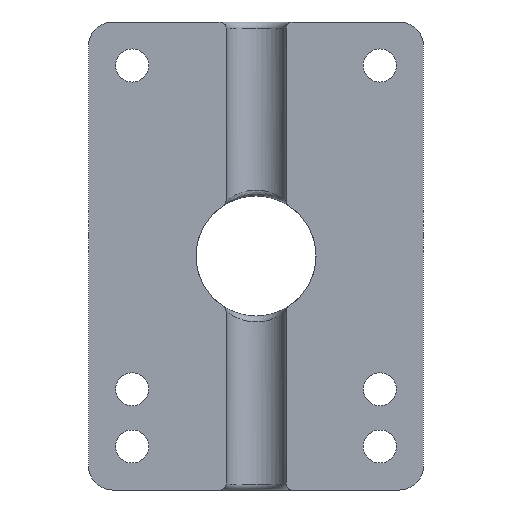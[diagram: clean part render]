
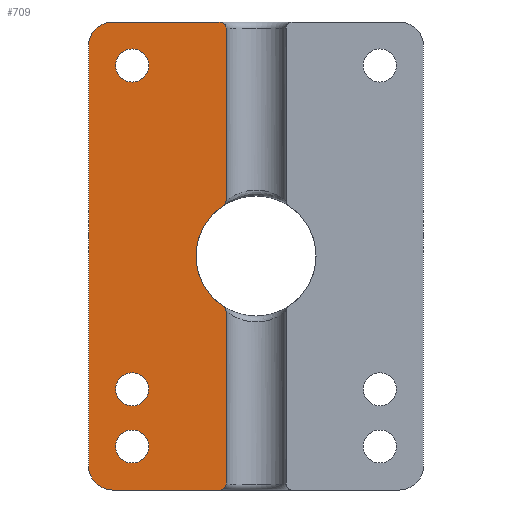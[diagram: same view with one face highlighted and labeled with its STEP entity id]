
A CAD part, front view. The second image highlights one B-rep face of the part: STEP entity #709.
In plain terms, the highlighted planar face has unit normal (0, -1, 0).
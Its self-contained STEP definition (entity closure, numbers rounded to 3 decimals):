
#21=FACE_BOUND('',#104,.T.);
#22=FACE_BOUND('',#105,.T.);
#23=FACE_BOUND('',#106,.T.);
#35=PLANE('',#767);
#64=FACE_OUTER_BOUND('',#103,.T.);
#103=EDGE_LOOP('',(#492,#493,#494,#495,#496,#497,#498,#499,#500,#501,#502,
#503));
#104=EDGE_LOOP('',(#504));
#105=EDGE_LOOP('',(#505));
#106=EDGE_LOOP('',(#506));
#156=LINE('',#1182,#206);
#158=LINE('',#1190,#208);
#159=LINE('',#1194,#209);
#160=LINE('',#1198,#210);
#161=LINE('',#1202,#211);
#206=VECTOR('',#870,10.);
#208=VECTOR('',#878,10.);
#209=VECTOR('',#881,10.);
#210=VECTOR('',#884,10.);
#211=VECTOR('',#887,10.);
#253=CIRCLE('',#763,1.);
#255=CIRCLE('',#768,10.);
#256=CIRCLE('',#769,1.);
#257=CIRCLE('',#770,1.);
#258=CIRCLE('',#771,4.);
#259=CIRCLE('',#772,4.);
#260=CIRCLE('',#773,1.);
#261=CIRCLE('',#774,2.75);
#262=CIRCLE('',#775,2.75);
#263=CIRCLE('',#776,2.75);
#304=VERTEX_POINT('',#1169);
#305=VERTEX_POINT('',#1170);
#308=VERTEX_POINT('',#1181);
#309=VERTEX_POINT('',#1185);
#310=VERTEX_POINT('',#1187);
#311=VERTEX_POINT('',#1189);
#312=VERTEX_POINT('',#1191);
#313=VERTEX_POINT('',#1193);
#314=VERTEX_POINT('',#1195);
#315=VERTEX_POINT('',#1197);
#316=VERTEX_POINT('',#1199);
#317=VERTEX_POINT('',#1201);
#318=VERTEX_POINT('',#1204);
#319=VERTEX_POINT('',#1206);
#320=VERTEX_POINT('',#1208);
#373=EDGE_CURVE('',#304,#305,#253,.T.);
#379=EDGE_CURVE('',#308,#305,#156,.T.);
#381=EDGE_CURVE('',#304,#309,#255,.T.);
#382=EDGE_CURVE('',#310,#309,#256,.T.);
#383=EDGE_CURVE('',#310,#311,#158,.T.);
#384=EDGE_CURVE('',#312,#311,#257,.T.);
#385=EDGE_CURVE('',#313,#312,#159,.T.);
#386=EDGE_CURVE('',#314,#313,#258,.T.);
#387=EDGE_CURVE('',#315,#314,#160,.T.);
#388=EDGE_CURVE('',#316,#315,#259,.T.);
#389=EDGE_CURVE('',#317,#316,#161,.T.);
#390=EDGE_CURVE('',#308,#317,#260,.T.);
#391=EDGE_CURVE('',#318,#318,#261,.T.);
#392=EDGE_CURVE('',#319,#319,#262,.T.);
#393=EDGE_CURVE('',#320,#320,#263,.T.);
#492=ORIENTED_EDGE('',*,*,#373,.F.);
#493=ORIENTED_EDGE('',*,*,#381,.T.);
#494=ORIENTED_EDGE('',*,*,#382,.F.);
#495=ORIENTED_EDGE('',*,*,#383,.T.);
#496=ORIENTED_EDGE('',*,*,#384,.F.);
#497=ORIENTED_EDGE('',*,*,#385,.F.);
#498=ORIENTED_EDGE('',*,*,#386,.F.);
#499=ORIENTED_EDGE('',*,*,#387,.F.);
#500=ORIENTED_EDGE('',*,*,#388,.F.);
#501=ORIENTED_EDGE('',*,*,#389,.F.);
#502=ORIENTED_EDGE('',*,*,#390,.F.);
#503=ORIENTED_EDGE('',*,*,#379,.T.);
#504=ORIENTED_EDGE('',*,*,#391,.F.);
#505=ORIENTED_EDGE('',*,*,#392,.F.);
#506=ORIENTED_EDGE('',*,*,#393,.F.);
#709=ADVANCED_FACE('',(#64,#21,#22,#23),#35,.F.);
#763=AXIS2_PLACEMENT_3D('',#1171,#858,#859);
#767=AXIS2_PLACEMENT_3D('',#1184,#872,#873);
#768=AXIS2_PLACEMENT_3D('',#1186,#874,#875);
#769=AXIS2_PLACEMENT_3D('',#1188,#876,#877);
#770=AXIS2_PLACEMENT_3D('',#1192,#879,#880);
#771=AXIS2_PLACEMENT_3D('',#1196,#882,#883);
#772=AXIS2_PLACEMENT_3D('',#1200,#885,#886);
#773=AXIS2_PLACEMENT_3D('',#1203,#888,#889);
#774=AXIS2_PLACEMENT_3D('',#1205,#890,#891);
#775=AXIS2_PLACEMENT_3D('',#1207,#892,#893);
#776=AXIS2_PLACEMENT_3D('',#1209,#894,#895);
#858=DIRECTION('center_axis',(0.,1.,0.));
#859=DIRECTION('ref_axis',(0.879,0.,0.477));
#870=DIRECTION('',(0.,0.,1.));
#872=DIRECTION('center_axis',(0.,1.,0.));
#873=DIRECTION('ref_axis',(1.,0.,0.));
#874=DIRECTION('center_axis',(0.,1.,0.));
#875=DIRECTION('ref_axis',(-1.,0.,0.));
#876=DIRECTION('center_axis',(0.,1.,0.));
#877=DIRECTION('ref_axis',(0.879,0.,-0.477));
#878=DIRECTION('',(0.,0.,1.));
#879=DIRECTION('center_axis',(0.,1.,0.));
#880=DIRECTION('ref_axis',(0.707,0.,0.707));
#881=DIRECTION('',(1.,0.,0.));
#882=DIRECTION('center_axis',(0.,1.,0.));
#883=DIRECTION('ref_axis',(-0.707,0.,0.707));
#884=DIRECTION('',(0.,0.,1.));
#885=DIRECTION('center_axis',(0.,1.,0.));
#886=DIRECTION('ref_axis',(-0.707,0.,-0.707));
#887=DIRECTION('',(-1.,0.,0.));
#888=DIRECTION('center_axis',(0.,1.,0.));
#889=DIRECTION('ref_axis',(0.707,0.,-0.707));
#890=DIRECTION('center_axis',(0.,-1.,0.));
#891=DIRECTION('ref_axis',(1.,0.,0.));
#892=DIRECTION('center_axis',(0.,-1.,0.));
#893=DIRECTION('ref_axis',(1.,0.,0.));
#894=DIRECTION('center_axis',(0.,-1.,0.));
#895=DIRECTION('ref_axis',(1.,0.,0.));
#1169=CARTESIAN_POINT('',(22.445,0.,-47.381));
#1170=CARTESIAN_POINT('',(22.9,0.,-48.22));
#1171=CARTESIAN_POINT('Origin',(21.9,0.,-48.22));
#1181=CARTESIAN_POINT('',(22.9,0.,-77.));
#1182=CARTESIAN_POINT('',(22.9,0.,-19.5));
#1184=CARTESIAN_POINT('Origin',(27.9,0.,-39.));
#1185=CARTESIAN_POINT('',(22.445,0.,-30.619));
#1186=CARTESIAN_POINT('Origin',(27.9,0.,-39.));
#1187=CARTESIAN_POINT('',(22.9,0.,-29.78));
#1188=CARTESIAN_POINT('Origin',(21.9,0.,-29.78));
#1189=CARTESIAN_POINT('',(22.9,0.,-1.));
#1190=CARTESIAN_POINT('',(22.9,0.,-19.5));
#1191=CARTESIAN_POINT('',(21.9,0.,0.));
#1192=CARTESIAN_POINT('Origin',(21.9,0.,-1.));
#1193=CARTESIAN_POINT('',(4.,0.,0.));
#1194=CARTESIAN_POINT('',(0.,0.,0.));
#1195=CARTESIAN_POINT('',(0.,0.,-4.));
#1196=CARTESIAN_POINT('Origin',(4.,0.,-4.));
#1197=CARTESIAN_POINT('',(0.,0.,-74.));
#1198=CARTESIAN_POINT('',(0.,0.,-78.));
#1199=CARTESIAN_POINT('',(4.,0.,-78.));
#1200=CARTESIAN_POINT('Origin',(4.,0.,-74.));
#1201=CARTESIAN_POINT('',(21.9,0.,-78.));
#1202=CARTESIAN_POINT('',(55.8,0.,-78.));
#1203=CARTESIAN_POINT('Origin',(21.9,0.,-77.));
#1204=CARTESIAN_POINT('',(4.513,0.,-7.25));
#1205=CARTESIAN_POINT('Origin',(7.263,0.,-7.25));
#1206=CARTESIAN_POINT('',(4.512,0.,-61.225));
#1207=CARTESIAN_POINT('Origin',(7.263,0.,-61.225));
#1208=CARTESIAN_POINT('',(4.513,0.,-70.75));
#1209=CARTESIAN_POINT('Origin',(7.263,0.,-70.75));
